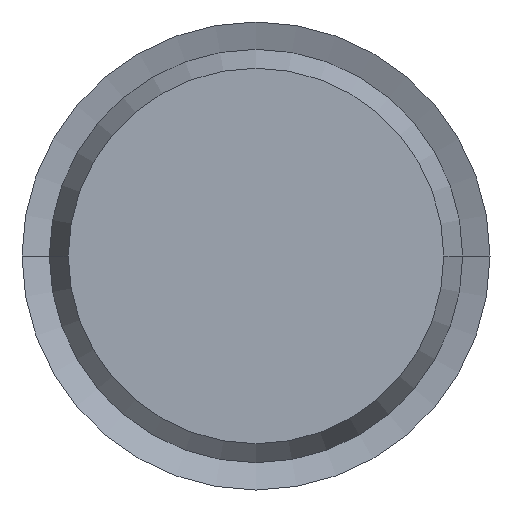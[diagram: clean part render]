
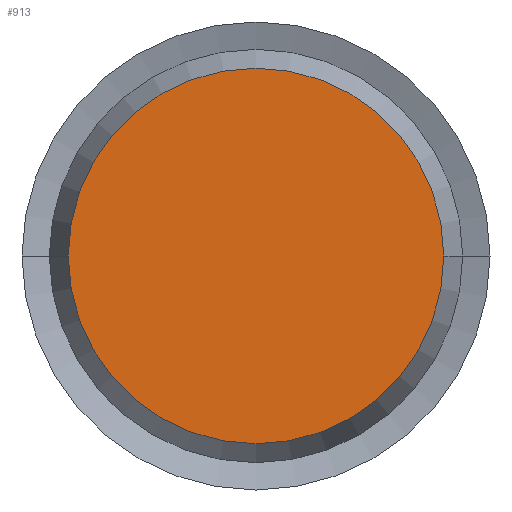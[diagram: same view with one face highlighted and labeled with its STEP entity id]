
A CAD part, front view. The second image highlights one B-rep face of the part: STEP entity #913.
In plain terms, the highlighted planar face has unit normal (0, -1, 0).
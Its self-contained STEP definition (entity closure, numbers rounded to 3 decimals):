
#314=CARTESIAN_POINT('',(0.,0.,0.));
#315=DIRECTION('',(0.,-1.,0.));
#316=DIRECTION('',(1.,0.,0.));
#317=AXIS2_PLACEMENT_3D('',#314,#315,#316);
#319=CARTESIAN_POINT('',(0.,0.,0.));
#320=DIRECTION('',(0.,-1.,0.));
#321=DIRECTION('',(-1.,0.,0.));
#322=AXIS2_PLACEMENT_3D('',#319,#320,#321);
#370=CARTESIAN_POINT('',(-9.95,0.,0.));
#371=VERTEX_POINT('',#370);
#372=CARTESIAN_POINT('',(9.95,0.,0.));
#373=VERTEX_POINT('',#372);
#903=CARTESIAN_POINT('',(9.6,0.,0.));
#904=DIRECTION('',(0.,-1.,0.));
#905=DIRECTION('',(-1.,0.,0.));
#906=AXIS2_PLACEMENT_3D('',#903,#904,#905);
#907=PLANE('',#906);
#908=ORIENTED_EDGE('',*,*,#893,.F.);
#910=ORIENTED_EDGE('',*,*,#909,.F.);
#911=EDGE_LOOP('',(#908,#910));
#912=FACE_OUTER_BOUND('',#911,.F.);
#913=ADVANCED_FACE('',(#912),#907,.T.);
#318=CIRCLE('',#317,9.95);
#323=CIRCLE('',#322,9.95);
#893=EDGE_CURVE('',#373,#371,#318,.T.);
#909=EDGE_CURVE('',#371,#373,#323,.T.);
